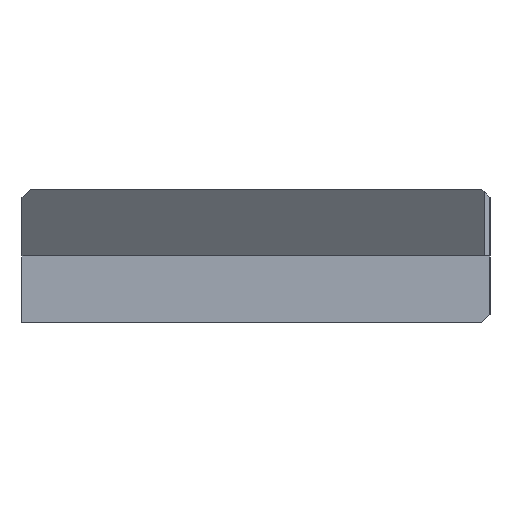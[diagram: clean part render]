
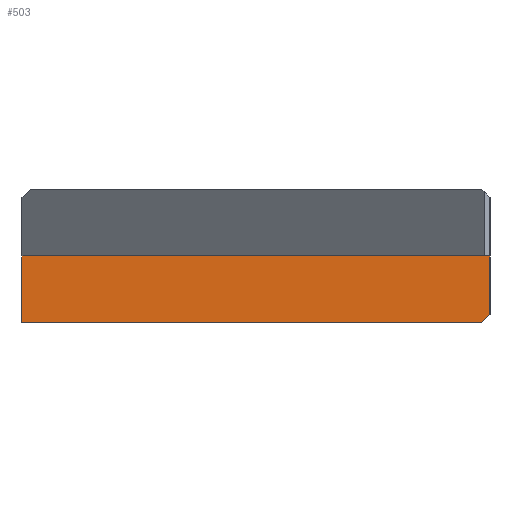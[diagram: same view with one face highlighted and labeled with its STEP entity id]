
A CAD part, left-side view. The second image highlights one B-rep face of the part: STEP entity #503.
In plain terms, the highlighted planar face has unit normal (-1, 0, 0).
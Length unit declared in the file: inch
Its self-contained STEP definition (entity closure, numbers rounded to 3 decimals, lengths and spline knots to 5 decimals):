
#34=PLANE('',#557);
#64=FACE_OUTER_BOUND('',#94,.T.);
#94=EDGE_LOOP('',(#405,#406,#407,#408,#409));
#137=LINE('',#790,#194);
#143=LINE('',#803,#200);
#147=LINE('',#811,#204);
#148=LINE('',#812,#205);
#149=LINE('',#813,#206);
#194=VECTOR('',#651,0.3937);
#200=VECTOR('',#661,0.3937);
#204=VECTOR('',#667,0.3937);
#205=VECTOR('',#668,0.3937);
#206=VECTOR('',#669,0.3937);
#260=VERTEX_POINT('',#787);
#261=VERTEX_POINT('',#789);
#265=VERTEX_POINT('',#801);
#266=VERTEX_POINT('',#802);
#269=VERTEX_POINT('',#810);
#315=EDGE_CURVE('',#260,#261,#137,.T.);
#321=EDGE_CURVE('',#265,#266,#143,.T.);
#325=EDGE_CURVE('',#269,#265,#147,.T.);
#326=EDGE_CURVE('',#269,#261,#148,.T.);
#327=EDGE_CURVE('',#266,#260,#149,.T.);
#405=ORIENTED_EDGE('',*,*,#321,.F.);
#406=ORIENTED_EDGE('',*,*,#325,.F.);
#407=ORIENTED_EDGE('',*,*,#326,.T.);
#408=ORIENTED_EDGE('',*,*,#315,.F.);
#409=ORIENTED_EDGE('',*,*,#327,.F.);
#503=ADVANCED_FACE('',(#64),#34,.F.);
#557=AXIS2_PLACEMENT_3D('',#809,#665,#666);
#651=DIRECTION('',(0.,0.,1.));
#661=DIRECTION('',(0.,0.707,-0.707));
#665=DIRECTION('center_axis',(1.,0.,0.));
#666=DIRECTION('ref_axis',(0.,1.,0.));
#667=DIRECTION('',(0.,0.,-1.));
#668=DIRECTION('',(0.,1.,0.));
#669=DIRECTION('',(0.,1.,0.));
#787=CARTESIAN_POINT('',(-32.5,1.75,0.));
#789=CARTESIAN_POINT('',(-32.5,1.75,0.5));
#790=CARTESIAN_POINT('',(-32.5,1.75,0.));
#801=CARTESIAN_POINT('',(-32.5,-1.75,0.0625));
#802=CARTESIAN_POINT('',(-32.5,-1.6875,0.));
#803=CARTESIAN_POINT('',(-32.5,-1.71875,0.03125));
#809=CARTESIAN_POINT('Origin',(-32.5,-1.75,0.));
#810=CARTESIAN_POINT('',(-32.5,-1.75,0.5));
#811=CARTESIAN_POINT('',(-32.5,-1.75,0.));
#812=CARTESIAN_POINT('',(-32.5,1.75,0.5));
#813=CARTESIAN_POINT('',(-32.5,-0.875,0.));
